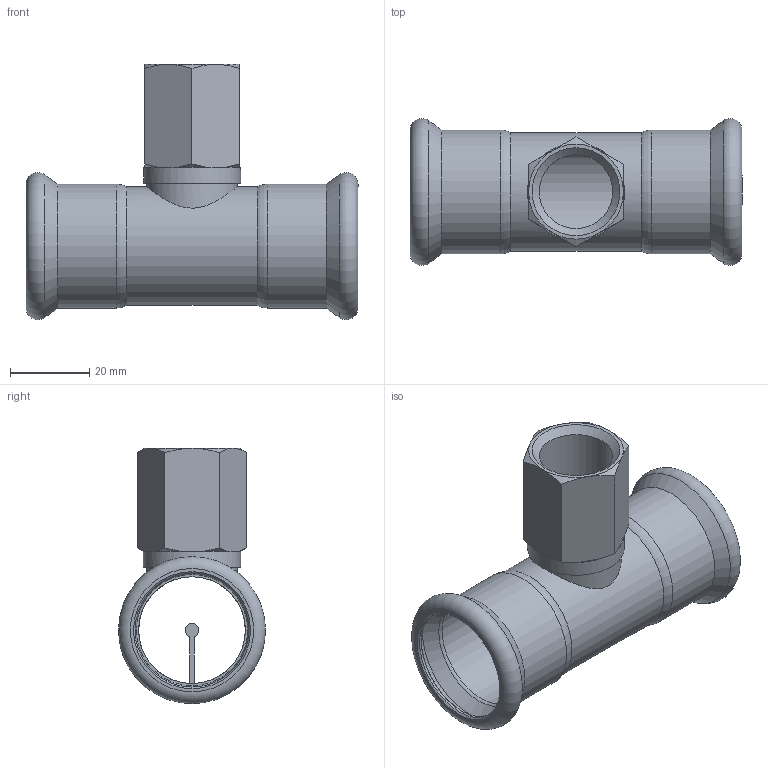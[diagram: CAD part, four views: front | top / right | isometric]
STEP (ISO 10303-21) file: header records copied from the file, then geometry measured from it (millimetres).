
FILE_DESCRIPTION(/* description */ (''),/* implementation_level */ '2;1');
FILE_NAME(/* name */ '34057.stp',/* time_stamp */ '2014-04-01T20:27:27+02:00',/* author */ ('bruh'),/* organization */ (''),/* preprocessor_version */ 'ST-DEVELOPER v15.2',/* originating_system */ 'Autodesk Inventor 2014',/* authorisation */ '');
FILE_SCHEMA (('AUTOMOTIVE_DESIGN { 1 0 10303 214 3 1 1 }'));
Length unit declared in the file: millimetre
Products named in the file (4): 401096; 900024; 101559; 34057
Bounding box: 84 x 37.2 x 64.6 mm (x, y, z)
Volume: 19434.5 mm3; surface area: 23345.2 mm2
Topology: 4 solids, 4 shells, 80 faces, 163 edges, 98 vertices
Faces by surface type: plane 33, cone 21, cylinder 18, torus 8
Full cylindrical faces by diameter (mm): 18.631 x1, 20 x2, 23 x1, 23.2 x1, 24.6 x1, 27 x3, 28.2 x2, 28.8 x2, 30 x1, 31.3 x2
Entity records: 1623 total; most frequent: CARTESIAN_POINT 372, DIRECTION 258, ORIENTED_EDGE 194, AXIS2_PLACEMENT_3D 119, EDGE_CURVE 97, EDGE_LOOP 94, VERTEX_POINT 69, ADVANCED_FACE 60
